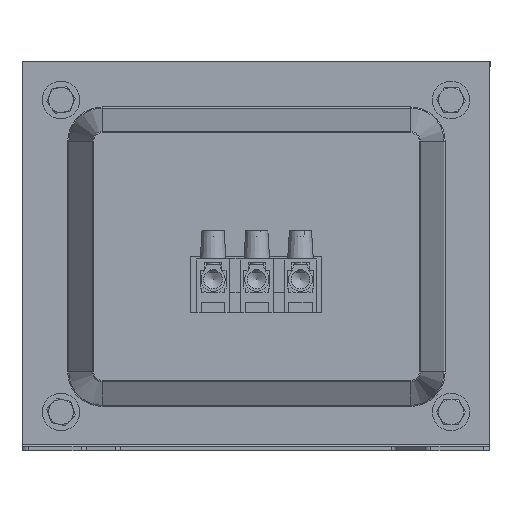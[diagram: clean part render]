
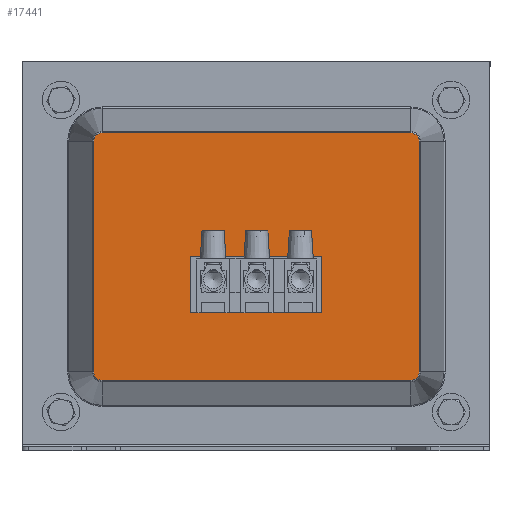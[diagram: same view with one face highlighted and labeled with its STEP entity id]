
A CAD part, front view. The second image highlights one B-rep face of the part: STEP entity #17441.
In plain terms, the highlighted face is planar.
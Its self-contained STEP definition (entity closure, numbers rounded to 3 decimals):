
#910=FACE_BOUND('',#7322,.T.);
#1585=PLANE('',#19145);
#3304=LINE('',#39713,#5110);
#3308=LINE('',#39721,#5114);
#3311=LINE('',#39727,#5117);
#3314=LINE('',#39732,#5120);
#3336=LINE('',#39812,#5142);
#3338=LINE('',#39832,#5144);
#3341=LINE('',#39839,#5147);
#3343=LINE('',#39854,#5149);
#5110=VECTOR('',#23067,10.);
#5114=VECTOR('',#23073,10.);
#5117=VECTOR('',#23078,10.);
#5120=VECTOR('',#23083,10.);
#5142=VECTOR('',#23167,10.);
#5144=VECTOR('',#23191,10.);
#5147=VECTOR('',#23198,10.);
#5149=VECTOR('',#23218,10.);
#6238=FACE_OUTER_BOUND('',#7321,.T.);
#7321=EDGE_LOOP('',(#16244,#16245,#16246,#16247,#16248,#16249,#16250,#16251));
#7322=EDGE_LOOP('',(#16252,#16253,#16254,#16255));
#7676=CIRCLE('',#19120,2.728);
#7680=CIRCLE('',#19125,2.728);
#7684=CIRCLE('',#19132,2.728);
#7688=CIRCLE('',#19137,2.728);
#9182=VERTEX_POINT('',#39711);
#9183=VERTEX_POINT('',#39712);
#9186=VERTEX_POINT('',#39720);
#9188=VERTEX_POINT('',#39726);
#9215=VERTEX_POINT('',#39809);
#9216=VERTEX_POINT('',#39811);
#9219=VERTEX_POINT('',#39818);
#9220=VERTEX_POINT('',#39823);
#9223=VERTEX_POINT('',#39830);
#9224=VERTEX_POINT('',#39835);
#9227=VERTEX_POINT('',#39842);
#9228=VERTEX_POINT('',#39847);
#11513=EDGE_CURVE('',#9182,#9183,#3304,.T.);
#11517=EDGE_CURVE('',#9186,#9182,#3308,.T.);
#11520=EDGE_CURVE('',#9188,#9186,#3311,.T.);
#11523=EDGE_CURVE('',#9183,#9188,#3314,.T.);
#11562=EDGE_CURVE('',#9215,#9216,#3336,.T.);
#11566=EDGE_CURVE('',#9219,#9215,#7676,.T.);
#11570=EDGE_CURVE('',#9216,#9220,#7680,.T.);
#11572=EDGE_CURVE('',#9223,#9219,#3338,.T.);
#11576=EDGE_CURVE('',#9220,#9224,#3341,.T.);
#11578=EDGE_CURVE('',#9227,#9223,#7684,.T.);
#11582=EDGE_CURVE('',#9224,#9228,#7688,.T.);
#11584=EDGE_CURVE('',#9228,#9227,#3343,.T.);
#16244=ORIENTED_EDGE('',*,*,#11562,.F.);
#16245=ORIENTED_EDGE('',*,*,#11566,.F.);
#16246=ORIENTED_EDGE('',*,*,#11572,.F.);
#16247=ORIENTED_EDGE('',*,*,#11578,.F.);
#16248=ORIENTED_EDGE('',*,*,#11584,.F.);
#16249=ORIENTED_EDGE('',*,*,#11582,.F.);
#16250=ORIENTED_EDGE('',*,*,#11576,.F.);
#16251=ORIENTED_EDGE('',*,*,#11570,.F.);
#16252=ORIENTED_EDGE('',*,*,#11513,.T.);
#16253=ORIENTED_EDGE('',*,*,#11523,.T.);
#16254=ORIENTED_EDGE('',*,*,#11520,.T.);
#16255=ORIENTED_EDGE('',*,*,#11517,.T.);
#17441=ADVANCED_FACE('',(#6238,#910),#1585,.T.);
#19120=AXIS2_PLACEMENT_3D('',#39820,#23175,#23176);
#19125=AXIS2_PLACEMENT_3D('',#39827,#23185,#23186);
#19132=AXIS2_PLACEMENT_3D('',#39844,#23203,#23204);
#19137=AXIS2_PLACEMENT_3D('',#39851,#23213,#23214);
#19145=AXIS2_PLACEMENT_3D('',#39873,#23238,#23239);
#23067=DIRECTION('',(0.,0.,-1.));
#23073=DIRECTION('',(-1.,0.,0.));
#23078=DIRECTION('',(0.,0.,1.));
#23083=DIRECTION('',(1.,0.,0.));
#23167=DIRECTION('',(1.,0.,0.));
#23175=DIRECTION('center_axis',(0.,-1.,0.));
#23176=DIRECTION('ref_axis',(-0.707,0.,-0.707));
#23185=DIRECTION('center_axis',(0.,-1.,0.));
#23186=DIRECTION('ref_axis',(0.707,0.,-0.707));
#23191=DIRECTION('',(0.,0.,-1.));
#23198=DIRECTION('',(0.,0.,1.));
#23203=DIRECTION('center_axis',(0.,-1.,0.));
#23204=DIRECTION('ref_axis',(-0.707,0.,0.707));
#23213=DIRECTION('center_axis',(0.,-1.,0.));
#23214=DIRECTION('ref_axis',(0.707,0.,0.707));
#23218=DIRECTION('',(-1.,0.,0.));
#23238=DIRECTION('center_axis',(0.,1.,0.));
#23239=DIRECTION('ref_axis',(0.,0.,1.));
#39711=CARTESIAN_POINT('',(-62.342,45.,96.));
#39712=CARTESIAN_POINT('',(-62.342,45.,54.));
#39713=CARTESIAN_POINT('',(-62.342,45.,85.429));
#39720=CARTESIAN_POINT('',(-44.342,45.,96.));
#39721=CARTESIAN_POINT('',(-53.314,45.,96.));
#39726=CARTESIAN_POINT('',(-44.342,45.,54.));
#39727=CARTESIAN_POINT('',(-44.342,45.,64.429));
#39732=CARTESIAN_POINT('',(-62.314,45.,54.));
#39809=CARTESIAN_POINT('',(-99.239,45.,22.679));
#39811=CARTESIAN_POINT('',(-25.335,45.,22.679));
#39812=CARTESIAN_POINT('',(-43.811,45.,22.679));
#39818=CARTESIAN_POINT('',(-101.967,45.,25.407));
#39820=CARTESIAN_POINT('Origin',(-99.239,45.,25.407));
#39823=CARTESIAN_POINT('',(-22.606,45.,25.407));
#39827=CARTESIAN_POINT('Origin',(-25.335,45.,25.407));
#39830=CARTESIAN_POINT('',(-101.967,45.,124.311));
#39832=CARTESIAN_POINT('',(-101.967,45.,50.133));
#39835=CARTESIAN_POINT('',(-22.606,45.,124.311));
#39839=CARTESIAN_POINT('',(-22.606,45.,99.585));
#39842=CARTESIAN_POINT('',(-99.239,45.,127.039));
#39844=CARTESIAN_POINT('Origin',(-99.239,45.,124.311));
#39847=CARTESIAN_POINT('',(-25.335,45.,127.039));
#39851=CARTESIAN_POINT('Origin',(-25.335,45.,124.311));
#39854=CARTESIAN_POINT('',(-80.763,45.,127.039));
#39873=CARTESIAN_POINT('Origin',(-62.287,45.,74.859));
